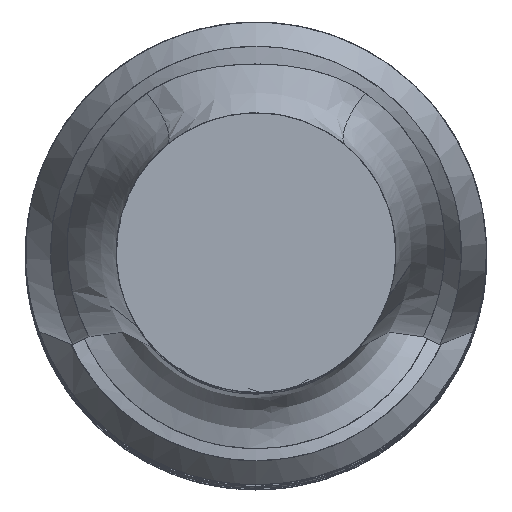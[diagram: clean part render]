
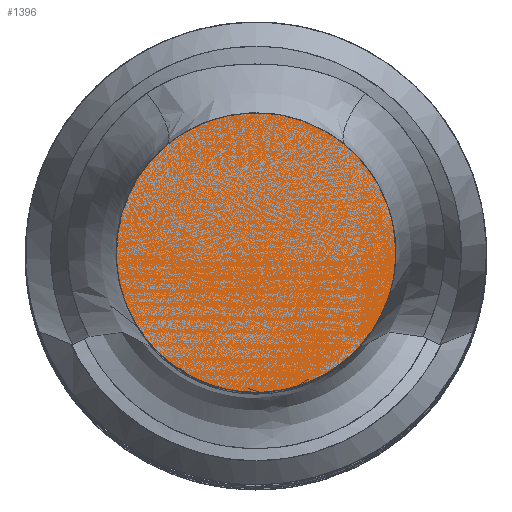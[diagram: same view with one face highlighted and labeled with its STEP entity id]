
A CAD part, top view. The second image highlights one B-rep face of the part: STEP entity #1396.
In plain terms, the highlighted free-form (B-spline) face has degree [1, 1] with [2, 2] control points.
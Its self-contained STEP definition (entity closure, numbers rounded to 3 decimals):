
#1296=CARTESIAN_POINT('',(-23.377,-23.377,325.0));
#1297=CARTESIAN_POINT('',(23.377,-23.377,325.0));
#1298=CARTESIAN_POINT('',(-23.377,23.377,325.0));
#1299=CARTESIAN_POINT('',(23.377,23.377,325.0));
#1300=QUASI_UNIFORM_SURFACE('',1,1,((#1296,#1298),(#1297,#1299)),.UNSPECIFIED.,.F.,.F.,.U.);
#1301=CARTESIAN_POINT('',(14.825,17.715,325.0));
#1302=VERTEX_POINT('',#1301);
#1303=CARTESIAN_POINT('',(14.825,17.715,325.0));
#1304=CARTESIAN_POINT('',(14.035,18.348,325.0));
#1305=CARTESIAN_POINT('',(13.222,18.943,325.0));
#1306=CARTESIAN_POINT('',(11.963,19.764,325.0));
#1307=CARTESIAN_POINT('',(10.653,20.499,325.0));
#1308=CARTESIAN_POINT('',(9.295,21.149,325.0));
#1309=CARTESIAN_POINT('',(7.886,21.712,325.0));
#1310=CARTESIAN_POINT('',(6.927,22.037,325.0));
#1311=CARTESIAN_POINT('',(5.961,22.319,325.0));
#1312=CARTESIAN_POINT('',(4.496,22.661,325.0));
#1313=CARTESIAN_POINT('',(3.015,22.905,325.0));
#1314=CARTESIAN_POINT('',(1.516,23.051,325.0));
#1315=CARTESIAN_POINT('',(0.,23.1,325.0));
#1316=CARTESIAN_POINT('',(-1.013,23.078,325.0));
#1317=CARTESIAN_POINT('',(-2.017,23.013,325.0));
#1318=CARTESIAN_POINT('',(-3.51,22.834,325.0));
#1319=CARTESIAN_POINT('',(-4.986,22.558,325.0));
#1320=CARTESIAN_POINT('',(-6.445,22.184,325.0));
#1321=CARTESIAN_POINT('',(-7.886,21.712,325.0));
#1322=CARTESIAN_POINT('',(-8.831,21.346,325.0));
#1323=CARTESIAN_POINT('',(-9.753,20.942,325.0));
#1324=CARTESIAN_POINT('',(-11.095,20.264,325.0));
#1325=CARTESIAN_POINT('',(-12.388,19.5,325.0));
#1326=CARTESIAN_POINT('',(-13.631,18.65,325.0));
#1327=CARTESIAN_POINT('',(-14.825,17.715,325.0));
#1328=CARTESIAN_POINT('',(-16.138,16.529,325.0));
#1329=CARTESIAN_POINT('',(-17.35,15.253,325.0));
#1330=CARTESIAN_POINT('',(-18.46,13.888,325.0));
#1331=CARTESIAN_POINT('',(-19.468,12.434,325.0));
#1332=CARTESIAN_POINT('',(-20.364,10.908,325.0));
#1333=CARTESIAN_POINT('',(-21.135,9.327,325.0));
#1334=CARTESIAN_POINT('',(-21.783,7.691,325.0));
#1335=CARTESIAN_POINT('',(-22.307,6.001,325.0));
#1336=CARTESIAN_POINT('',(-22.702,4.276,325.0));
#1337=CARTESIAN_POINT('',(-22.962,2.536,325.0));
#1338=CARTESIAN_POINT('',(-23.088,0.781,325.0));
#1339=CARTESIAN_POINT('',(-23.079,-0.989,325.0));
#1340=CARTESIAN_POINT('',(-22.936,-2.753,325.0));
#1341=CARTESIAN_POINT('',(-22.661,-4.49,325.0));
#1342=CARTESIAN_POINT('',(-22.253,-6.202,325.0));
#1343=CARTESIAN_POINT('',(-21.712,-7.886,325.0));
#1344=CARTESIAN_POINT('',(-21.045,-9.526,325.0));
#1345=CARTESIAN_POINT('',(-20.26,-11.1,325.0));
#1346=CARTESIAN_POINT('',(-19.356,-12.609,325.0));
#1347=CARTESIAN_POINT('',(-18.333,-14.053,325.0));
#1348=CARTESIAN_POINT('',(-17.204,-15.416,325.0));
#1349=CARTESIAN_POINT('',(-15.982,-16.681,325.0));
#1350=CARTESIAN_POINT('',(-14.666,-17.849,325.0));
#1351=CARTESIAN_POINT('',(-13.256,-18.918,325.0));
#1352=CARTESIAN_POINT('',(-11.769,-19.878,325.0));
#1353=CARTESIAN_POINT('',(-10.223,-20.717,325.0));
#1354=CARTESIAN_POINT('',(-8.616,-21.434,325.0));
#1355=CARTESIAN_POINT('',(-6.95,-22.03,325.0));
#1356=CARTESIAN_POINT('',(-5.243,-22.498,325.0));
#1357=CARTESIAN_POINT('',(-3.516,-22.832,325.0));
#1358=CARTESIAN_POINT('',(-1.768,-23.033,325.0));
#1359=CARTESIAN_POINT('',(0.,-23.1,325.0));
#1360=CARTESIAN_POINT('',(1.768,-23.033,325.0));
#1361=CARTESIAN_POINT('',(3.516,-22.832,325.0));
#1362=CARTESIAN_POINT('',(5.243,-22.498,325.0));
#1363=CARTESIAN_POINT('',(6.95,-22.03,325.0));
#1364=CARTESIAN_POINT('',(8.616,-21.434,325.0));
#1365=CARTESIAN_POINT('',(10.223,-20.717,325.0));
#1366=CARTESIAN_POINT('',(11.769,-19.878,325.0));
#1367=CARTESIAN_POINT('',(13.256,-18.918,325.0));
#1368=CARTESIAN_POINT('',(14.666,-17.849,325.0));
#1369=CARTESIAN_POINT('',(15.982,-16.681,325.0));
#1370=CARTESIAN_POINT('',(17.204,-15.416,325.0));
#1371=CARTESIAN_POINT('',(18.333,-14.053,325.0));
#1372=CARTESIAN_POINT('',(19.356,-12.609,325.0));
#1373=CARTESIAN_POINT('',(20.26,-11.1,325.0));
#1374=CARTESIAN_POINT('',(21.045,-9.526,325.0));
#1375=CARTESIAN_POINT('',(21.712,-7.886,325.0));
#1376=CARTESIAN_POINT('',(22.253,-6.202,325.0));
#1377=CARTESIAN_POINT('',(22.661,-4.49,325.0));
#1378=CARTESIAN_POINT('',(22.936,-2.753,325.0));
#1379=CARTESIAN_POINT('',(23.079,-0.989,325.0));
#1380=CARTESIAN_POINT('',(23.088,0.781,325.0));
#1381=CARTESIAN_POINT('',(22.962,2.536,325.0));
#1382=CARTESIAN_POINT('',(22.702,4.276,325.0));
#1383=CARTESIAN_POINT('',(22.307,6.001,325.0));
#1384=CARTESIAN_POINT('',(21.783,7.691,325.0));
#1385=CARTESIAN_POINT('',(21.135,9.327,325.0));
#1386=CARTESIAN_POINT('',(20.364,10.908,325.0));
#1387=CARTESIAN_POINT('',(19.468,12.434,325.0));
#1388=CARTESIAN_POINT('',(18.46,13.888,325.0));
#1389=CARTESIAN_POINT('',(17.35,15.253,325.0));
#1390=CARTESIAN_POINT('',(14.825,17.715,325.0));
#1391=B_SPLINE_CURVE_WITH_KNOTS('',1,(#1303,#1304,#1305,#1306,#1307,#1308,#1309,#1310,#1311,#1312,#1313,#1314,#1315,#1316,#1317,#1318,#1319,#1320,#1321,#1322,#1323,#1324,#1325,#1326,#1327,#1328,#1329,#1330,#1331,#1332,#1333,#1334,#1335,#1336,#1337,#1338,#1339,#1340,#1341,#1342,#1343,#1344,#1345,#1346,#1347,#1348,#1349,#1350,#1351,#1352,#1353,#1354,#1355,#1356,#1357,#1358,#1359,#1360,#1361,#1362,#1363,#1364,#1365,#1366,#1367,#1368,#1369,#1370,#1371,#1372,#1373,#1374,#1375,#1376,#1377,#1378,#1379,#1380,#1381,#1382,#1383,#1384,#1385,#1386,#1387,#1388,#1389,#1390),.UNSPECIFIED.,.T.,.U.,(2,1,1,1,1,1,1,1,1,1,1,1,1,1,1,1,1,1,1,1,1,1,1,1,1,1,1,1,1,1,1,1,1,1,1,1,1,1,1,1,1,1,1,1,1,1,1,1,1,1,1,1,1,1,1,1,1,1,1,1,1,1,1,1,1,1,1,1,1,1,1,1,1,1,1,1,1,1,1,1,1,1,1,1,1,1,1,2),(0.0,0.007,0.014,0.024,0.035,0.045,0.055,0.062,0.069,0.08,0.09,0.1,0.111,0.118,0.125,0.135,0.146,0.156,0.166,0.173,0.18,0.191,0.201,0.211,0.222,0.234,0.246,0.258,0.27,0.283,0.295,0.307,0.319,0.331,0.343,0.356,0.368,0.38,0.392,0.404,0.416,0.429,0.441,0.453,0.465,0.477,0.489,0.501,0.514,0.526,0.538,0.55,0.562,0.574,0.587,0.599,0.611,0.623,0.635,0.647,0.66,0.672,0.684,0.696,0.708,0.72,0.733,0.745,0.757,0.769,0.781,0.793,0.805,0.818,0.83,0.842,0.854,0.866,0.878,0.891,0.903,0.915,0.927,0.939,0.951,0.964,0.976,1.0),.UNSPECIFIED.);
#1392=EDGE_CURVE('',#1302,#1302,#1391,.T.);
#1393=ORIENTED_EDGE('',*,*,#1392,.T.);
#1394=EDGE_LOOP('',(#1393));
#1395=FACE_OUTER_BOUND('',#1394,.T.);
#1396=ADVANCED_FACE('',(#1395),#1300,.T.);
